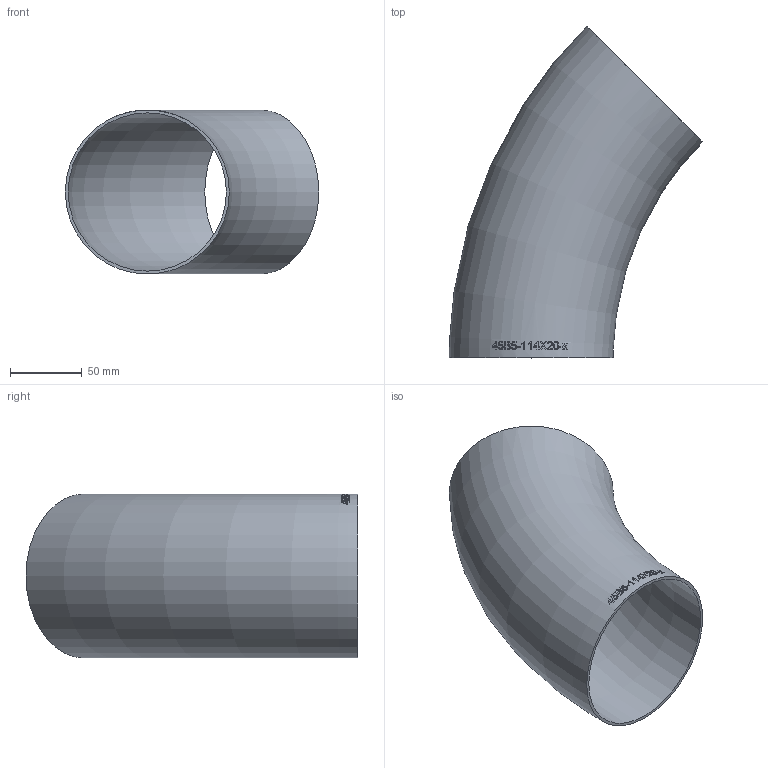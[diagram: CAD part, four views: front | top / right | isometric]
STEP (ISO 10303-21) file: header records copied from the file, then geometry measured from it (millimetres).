
FILE_DESCRIPTION (( 'STEP AP214' ), '1' );
FILE_NAME ('45B5-114X20-x Bogen 2005.STEP', '2020-05-09T10:39:51', ( '' ), ( '' ), 'SwSTEP 2.0', 'SolidWorks 2019', '' );
FILE_SCHEMA (( 'AUTOMOTIVE_DESIGN' ));
Length unit declared in the file: millimetre
Products named in the file (1): 45B5-114X20-x Bogen 2005
Bounding box: 176.64 x 231.33 x 114.3 mm (x, y, z)
Volume: 149624.9 mm3; surface area: 151049.7 mm2
Topology: 1 solids, 1 shells, 177 faces, 472 edges, 315 vertices
Faces by surface type: bspline 155, torus 20, plane 2
Entity records: 19073 total; most frequent: CARTESIAN_POINT 14164, ORIENTED_EDGE 938, EDGE_CURVE 469, B_SPLINE_CURVE_WITH_KNOTS 465, VERTEX_POINT 314, EDGE_LOOP 199, FACE_OUTER_BOUND 179, ADVANCED_FACE 177
